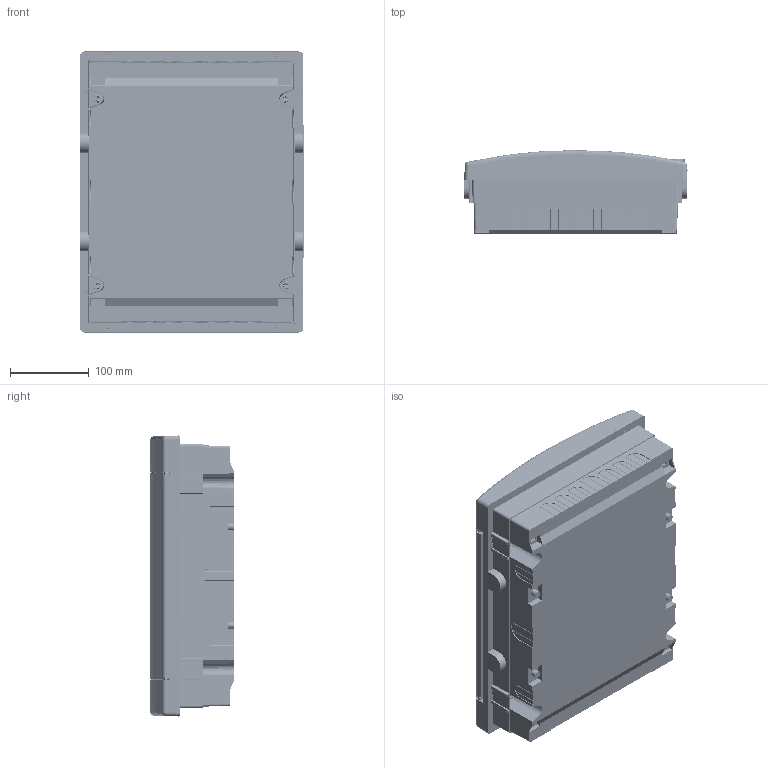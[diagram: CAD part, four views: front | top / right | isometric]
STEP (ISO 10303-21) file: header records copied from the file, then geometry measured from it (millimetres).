
FILE_DESCRIPTION((''),'2;1');
FILE_NAME('001101304_3DFILE_ASM','2024-08-12T14:02:45',('klemen.sitar'),('Audax d.o.o.'),'CREO PARAMETRIC BY PTC INC, 2021304','CREO PARAMETRIC BY PTC INC, 2021304','');
FILE_SCHEMA(('AP242_MANAGED_MODEL_BASED_3D_ENGINEERING_MIM_LF { 1 0 10303 442 1 1 4 }'));
Products named in the file (24): DNO_DVOREDNE_UZIDNE_TABLE_1; SRAF_ZA_RAZVODNE_TABLE_1_2_1; U24C_1_ASM_1_ASM; ETI_LOGO_1_1_1_1_1_2_3_4_5_6__9; ETI_LOGO_2_1_1_1_1_2_3_4_5_6__9; ETI_LOGO_3_1_1_1_1_2_3_4_5_6__9; ETI_LOGO_ASM_1_1_ASM_1_1_2_3__9_ASM; ASM0027_ASM_1_ASM; PRT0130_1; PRT0132_1; PRT0133_1; PRT0134_1; ECM_24_PO_ASM; FRONT_ECM_24; VRATA_DVOREDNE_TABLE_1_2_1; PLYTA_PM2X12RJ; AS-C_4X10; GNIAZDKO_PART_A; AW-R_4; AN-H_4; GNIAZDKO_PART_B; AS-C_4X16; GNIAZDKO_ASM; 001101304_3DFILE_ASM
Assembly tree (29 placements, depth 5):
  001101304_3DFILE_ASM
    ECM_24_PO_ASM
      U24C_1_ASM_1_ASM
        DNO_DVOREDNE_UZIDNE_TABLE_1
        SRAF_ZA_RAZVODNE_TABLE_1_2_1  x4
      ASM0027_ASM_1_ASM
        ETI_LOGO_ASM_1_1_ASM_1_1_2_3__9_ASM
          ETI_LOGO_1_1_1_1_1_2_3_4_5_6__9
          ETI_LOGO_2_1_1_1_1_2_3_4_5_6__9
          ETI_LOGO_3_1_1_1_1_2_3_4_5_6__9
      PRT0130_1
      PRT0132_1
      PRT0133_1
      PRT0134_1
    FRONT_ECM_24
    VRATA_DVOREDNE_TABLE_1_2_1
    PLYTA_PM2X12RJ
    GNIAZDKO_ASM
      AS-C_4X10  x2
      GNIAZDKO_PART_A
      AW-R_4  x2
      AN-H_4  x2
      GNIAZDKO_PART_B
      AS-C_4X16
Bounding box: 283.57 x 105.8 x 356.75 mm (x, y, z)
Volume: 873709.2 mm3; surface area: 958307.1 mm2
Topology: 24 solids, 24 shells, 4528 faces, 12928 edges, 8477 vertices
Faces by surface type: plane 2356, cylinder 1860, torus 94, cone 92, bspline 74, sphere 48, extrusion 4
Entity records: 200714 total; most frequent: CARTESIAN_POINT 28587, ORIENTED_EDGE 23062, DIRECTION 22728, PRESENTATION_STYLE_ASSIGNMENT 15159, STYLED_ITEM 15159, CURVE_STYLE 11535, EDGE_CURVE 11531, AXIS2_PLACEMENT_3D 7839
